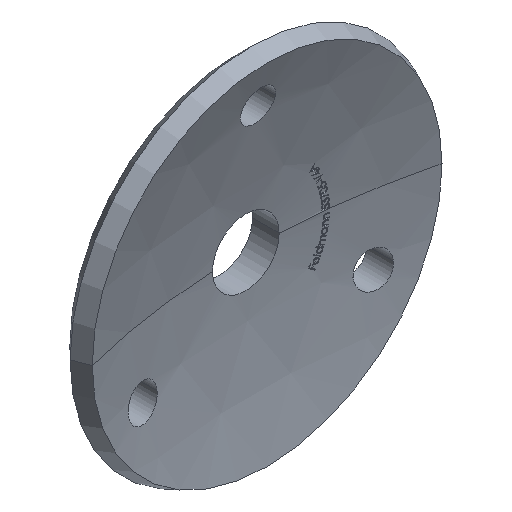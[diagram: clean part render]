
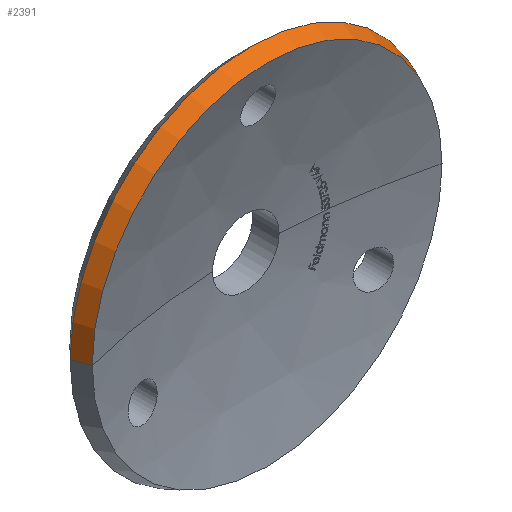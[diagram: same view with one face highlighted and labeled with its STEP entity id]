
A CAD part, isometric view. The second image highlights one B-rep face of the part: STEP entity #2391.
In plain terms, the highlighted conical face has half-angle 21.287 degrees and reference radius 32.835 mm.
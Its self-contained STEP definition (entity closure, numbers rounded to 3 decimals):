
#101 = CARTESIAN_POINT ( 'NONE',  ( -32.835, -4.142, 0. ) ) ;
#588 = DIRECTION ( 'NONE',  ( 0., 1., 0. ) ) ;
#1539 = VECTOR ( 'NONE', #5330, 1000. ) ;
#2268 = EDGE_CURVE ( 'NONE', #11643, #11164, #10753, .T. ) ;
#2349 = AXIS2_PLACEMENT_3D ( 'NONE', #6667, #10416, #2803 ) ;
#2364 = DIRECTION ( 'NONE',  ( -1., 0., 0. ) ) ;
#2391 = ADVANCED_FACE ( 'NONE', ( #9697 ), #5986, .T. ) ;
#2723 = ORIENTED_EDGE ( 'NONE', *, *, #2268, .T. ) ;
#2803 = DIRECTION ( 'NONE',  ( -1., 0., 0. ) ) ;
#3171 = VERTEX_POINT ( 'NONE', #6422 ) ;
#3331 = ORIENTED_EDGE ( 'NONE', *, *, #10202, .F. ) ;
#3347 = CARTESIAN_POINT ( 'NONE',  ( 0., -4.142, 0. ) ) ;
#3360 = ORIENTED_EDGE ( 'NONE', *, *, #4616, .F. ) ;
#3774 = AXIS2_PLACEMENT_3D ( 'NONE', #4284, #588, #10831 ) ;
#4003 = DIRECTION ( 'NONE',  ( -0.363, 0.932, 0. ) ) ;
#4032 = LINE ( 'NONE', #6345, #1539 ) ;
#4284 = CARTESIAN_POINT ( 'NONE',  ( 0., -1.151, 0. ) ) ;
#4616 = EDGE_CURVE ( 'NONE', #8097, #3171, #6391, .T. ) ;
#5231 = EDGE_CURVE ( 'NONE', #11164, #3171, #4032, .T. ) ;
#5330 = DIRECTION ( 'NONE',  ( 0.363, 0.932, 0. ) ) ;
#5474 = CARTESIAN_POINT ( 'NONE',  ( -34., -1.151, 0. ) ) ;
#5570 = LINE ( 'NONE', #101, #8095 ) ;
#5625 = CARTESIAN_POINT ( 'NONE',  ( 32.835, -4.142, 0. ) ) ;
#5986 = CONICAL_SURFACE ( 'NONE', #2349, 32.835, 0.372 ) ;
#6298 = ORIENTED_EDGE ( 'NONE', *, *, #5231, .T. ) ;
#6345 = CARTESIAN_POINT ( 'NONE',  ( 32.835, -4.142, 0. ) ) ;
#6391 = CIRCLE ( 'NONE', #3774, 34. ) ;
#6422 = CARTESIAN_POINT ( 'NONE',  ( 34., -1.151, 0. ) ) ;
#6667 = CARTESIAN_POINT ( 'NONE',  ( 0., -4.142, 0. ) ) ;
#7992 = DIRECTION ( 'NONE',  ( 0., 1., 0. ) ) ;
#8095 = VECTOR ( 'NONE', #4003, 1000. ) ;
#8097 = VERTEX_POINT ( 'NONE', #5474 ) ;
#9697 = FACE_OUTER_BOUND ( 'NONE', #12088, .T. ) ;
#9781 = CARTESIAN_POINT ( 'NONE',  ( -32.835, -4.142, 0. ) ) ;
#9945 = AXIS2_PLACEMENT_3D ( 'NONE', #3347, #7992, #2364 ) ;
#10202 = EDGE_CURVE ( 'NONE', #11643, #8097, #5570, .T. ) ;
#10416 = DIRECTION ( 'NONE',  ( 0., 1., 0. ) ) ;
#10753 = CIRCLE ( 'NONE', #9945, 32.835 ) ;
#10831 = DIRECTION ( 'NONE',  ( -1., 0., 0. ) ) ;
#11164 = VERTEX_POINT ( 'NONE', #5625 ) ;
#11643 = VERTEX_POINT ( 'NONE', #9781 ) ;
#12088 = EDGE_LOOP ( 'NONE', ( #2723, #6298, #3360, #3331 ) ) ;
